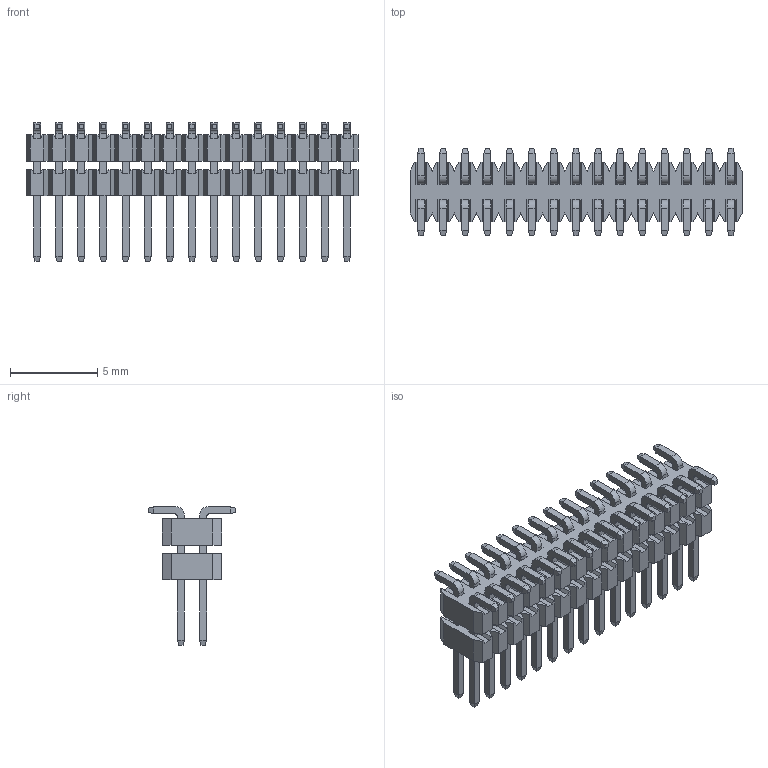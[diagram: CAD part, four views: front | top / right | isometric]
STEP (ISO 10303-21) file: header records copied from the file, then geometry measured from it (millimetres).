
FILE_DESCRIPTION (( 'STEP AP214' ), '1' );
FILE_NAME ('FPH12748-D30S1014100702M-REF.STEP', '2024-08-07T09:26:44', ( '' ), ( '' ), 'SwSTEP 2.0', 'SolidWorks 2021', '' );
FILE_SCHEMA (( 'AUTOMOTIVE_DESIGN' ));
Length unit declared in the file: millimetre
Products named in the file (1): FPH12748-D30S1014100702M-REF
Bounding box: 19.05 x 5 x 7.95 mm (x, y, z)
Volume: 207.6 mm3; surface area: 747.3 mm2
Topology: 1 solids, 1 shells, 1268 faces, 3312 edges, 2048 vertices
Faces by surface type: plane 1208, cylinder 60
Entity records: 37706 total; most frequent: CARTESIAN_POINT 6629, ORIENTED_EDGE 6624, DIRECTION 5970, EDGE_CURVE 3312, VECTOR 3192, LINE 3192, VERTEX_POINT 2048, AXIS2_PLACEMENT_3D 1389
